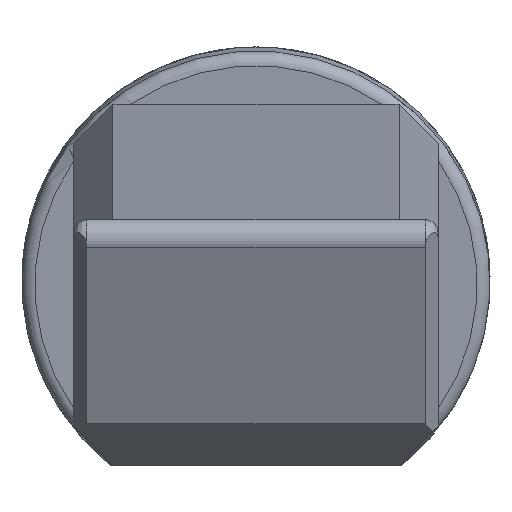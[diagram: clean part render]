
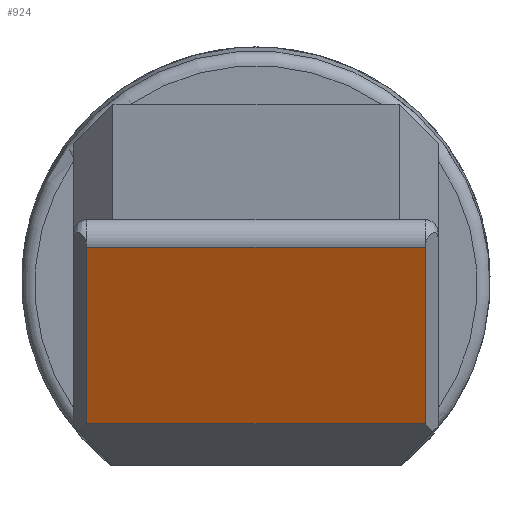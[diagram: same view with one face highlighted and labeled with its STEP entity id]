
A CAD part, front view. The second image highlights one B-rep face of the part: STEP entity #924.
In plain terms, the highlighted planar face has unit normal (0, -0.903, -0.429).
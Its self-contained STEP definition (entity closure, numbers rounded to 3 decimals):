
#31=PLANE('',#1001);
#58=LINE('',#1433,#138);
#62=LINE('',#1442,#142);
#92=LINE('',#1596,#172);
#93=LINE('',#1598,#173);
#138=VECTOR('',#1101,1.5);
#142=VECTOR('',#1109,10.);
#172=VECTOR('',#1173,10.);
#173=VECTOR('',#1176,10.);
#250=FACE_OUTER_BOUND('',#303,.T.);
#303=EDGE_LOOP('',(#726,#727,#728,#729));
#395=VERTEX_POINT('',#1387);
#404=VERTEX_POINT('',#1432);
#407=VERTEX_POINT('',#1440);
#437=VERTEX_POINT('',#1594);
#496=EDGE_CURVE('',#395,#404,#58,.T.);
#501=EDGE_CURVE('',#407,#395,#62,.T.);
#543=EDGE_CURVE('',#437,#407,#92,.T.);
#544=EDGE_CURVE('',#404,#437,#93,.T.);
#726=ORIENTED_EDGE('',*,*,#496,.F.);
#727=ORIENTED_EDGE('',*,*,#501,.F.);
#728=ORIENTED_EDGE('',*,*,#543,.F.);
#729=ORIENTED_EDGE('',*,*,#544,.F.);
#924=ADVANCED_FACE('',(#250),#31,.T.);
#1001=AXIS2_PLACEMENT_3D('',#1605,#1182,#1183);
#1101=DIRECTION('',(1.,0.,0.));
#1109=DIRECTION('',(0.,-0.429,0.903));
#1173=DIRECTION('',(-1.,0.,0.));
#1176=DIRECTION('',(0.,0.429,-0.903));
#1182=DIRECTION('center_axis',(0.,-0.903,
-0.429));
#1183=DIRECTION('ref_axis',(0.,0.429,-0.903));
#1387=CARTESIAN_POINT('',(-27.,-12.561,16.745));
#1432=CARTESIAN_POINT('',(-1.,-12.561,16.745));
#1433=CARTESIAN_POINT('',(-28.,-12.561,16.745));
#1440=CARTESIAN_POINT('',(-27.,-6.113,3.162));
#1442=CARTESIAN_POINT('',(-27.,-6.243,3.436));
#1594=CARTESIAN_POINT('',(-1.,-6.113,3.162));
#1596=CARTESIAN_POINT('',(-28.,-6.113,3.162));
#1598=CARTESIAN_POINT('',(-1.,-0.515,-8.631));
#1605=CARTESIAN_POINT('Origin',(-28.,-14.987,21.857));
